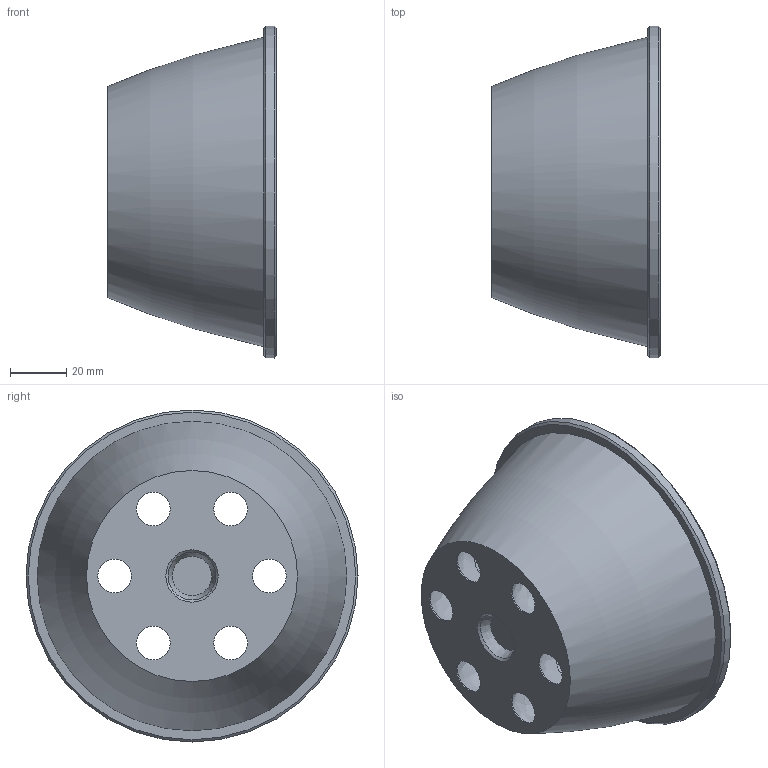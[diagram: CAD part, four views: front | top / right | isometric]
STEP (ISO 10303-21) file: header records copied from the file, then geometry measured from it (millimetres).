
FILE_DESCRIPTION((''),'2;1');
FILE_NAME('TEMP.stp','2025-02-28T17:30:39',(''),(''),'STEP Write','Mastercam 2021 ... CNC Software, Inc.','');
FILE_SCHEMA(('CONFIG_CONTROL_DESIGN'));
Length unit declared in the file: millimetre
Bounding box: 60 x 118 x 118 mm (x, y, z)
Volume: 106300.6 mm3; surface area: 50337.4 mm2
Topology: 1 solids, 1 shells, 28 faces, 63 edges, 40 vertices
Faces by surface type: plane 10, cylinder 7, bspline 6, cone 4, torus 1
Full cylindrical faces by diameter (mm): 12 x6, 118 x1
Entity records: 1250 total; most frequent: CARTESIAN_POINT 613, DIRECTION 114, ORIENTED_EDGE 78, EDGE_LOOP 61, AXIS2_PLACEMENT_3D 57, FACE_BOUND 47, EDGE_CURVE 39, VERTEX_POINT 34
